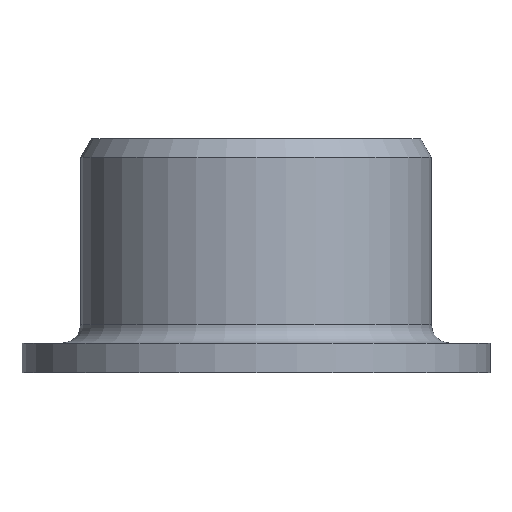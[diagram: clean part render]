
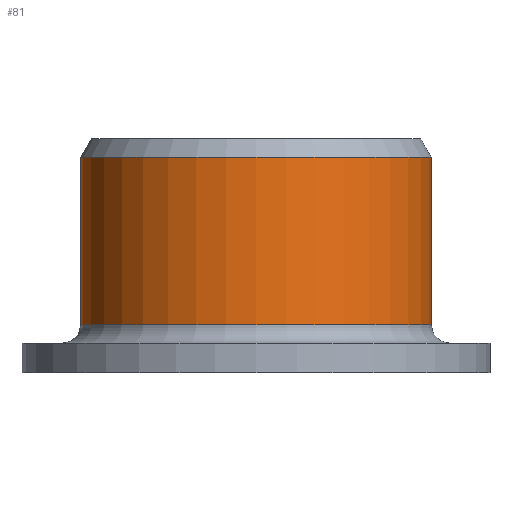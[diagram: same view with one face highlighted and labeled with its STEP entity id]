
A CAD part, front view. The second image highlights one B-rep face of the part: STEP entity #81.
In plain terms, the highlighted cylindrical face has radius 4.763 mm (diameter 9.525 mm), a partial arc.
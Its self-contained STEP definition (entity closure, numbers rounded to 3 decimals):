
#81=ADVANCED_FACE('',(#149),#150,.T.);
#149=FACE_OUTER_BOUND('',#206,.T.);
#150=CYLINDRICAL_SURFACE('',#207,4.763);
#206=EDGE_LOOP('',(#290,#291,#292,#293));
#207=AXIS2_PLACEMENT_3D('',#294,#295,#296);
#290=ORIENTED_EDGE('',*,*,#342,.T.);
#291=ORIENTED_EDGE('',*,*,#362,.F.);
#292=ORIENTED_EDGE('',*,*,#344,.T.);
#293=ORIENTED_EDGE('',*,*,#349,.T.);
#294=CARTESIAN_POINT('',(0.0,0.0,3.581));
#295=DIRECTION('',(0.0,0.0,1.0));
#296=DIRECTION('',(1.0,0.0,0.0));
#342=EDGE_CURVE('',#390,#381,#391,.T.);
#344=EDGE_CURVE('',#384,#392,#394,.T.);
#349=EDGE_CURVE('',#392,#390,#401,.T.);
#362=EDGE_CURVE('',#384,#381,#418,.T.);
#381=VERTEX_POINT('',#439);
#384=VERTEX_POINT('',#443);
#390=VERTEX_POINT('',#450);
#391=LINE('',#451,#452);
#392=VERTEX_POINT('',#453);
#394=LINE('',#455,#456);
#401=CIRCLE('',#463,4.763);
#418=CIRCLE('',#482,4.763);
#439=CARTESIAN_POINT('',(4.763,0.0,5.85));
#443=CARTESIAN_POINT('',(-4.763,0.,5.85));
#450=CARTESIAN_POINT('',(4.763,0.0,1.313));
#451=CARTESIAN_POINT('',(4.763,0.,3.581));
#452=VECTOR('',#507,1.0);
#453=CARTESIAN_POINT('',(-4.763,0.,1.313));
#455=CARTESIAN_POINT('',(-4.763,0.,3.581));
#456=VECTOR('',#511,1.0);
#463=AXIS2_PLACEMENT_3D('',#521,#522,#523);
#482=AXIS2_PLACEMENT_3D('',#541,#542,#543);
#507=DIRECTION('',(0.0,0.0,1.0));
#511=DIRECTION('',(-0.0,-0.0,-1.0));
#521=CARTESIAN_POINT('',(0.0,0.0,1.313));
#522=DIRECTION('',(0.0,0.0,1.0));
#523=DIRECTION('',(1.0,0.0,0.0));
#541=CARTESIAN_POINT('',(0.0,0.0,5.85));
#542=DIRECTION('',(0.0,0.0,1.0));
#543=DIRECTION('',(1.0,0.0,0.0));
